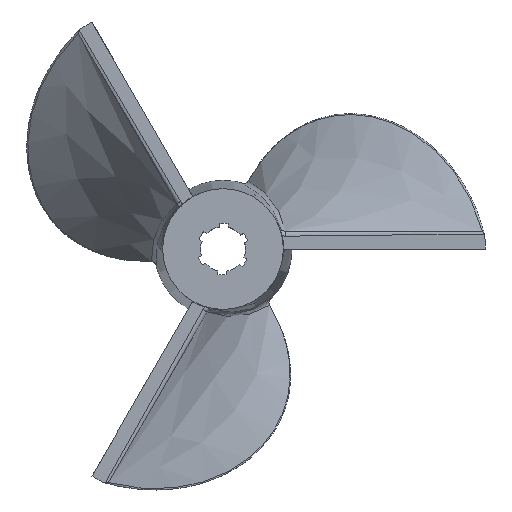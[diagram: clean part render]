
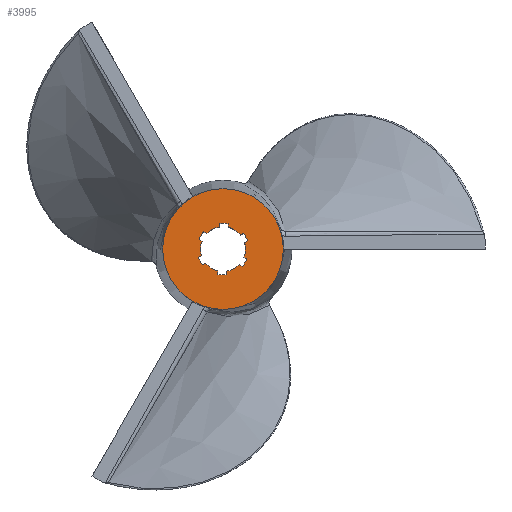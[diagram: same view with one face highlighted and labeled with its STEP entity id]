
A CAD part, top view. The second image highlights one B-rep face of the part: STEP entity #3995.
In plain terms, the highlighted planar face has unit normal (0, 0, 1).
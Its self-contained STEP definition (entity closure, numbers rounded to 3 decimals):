
#2317=CARTESIAN_POINT('',(11.089,0.0,1.0));
#2318=VERTEX_POINT('',#2317);
#2319=CARTESIAN_POINT('',(0.0,0.0,1.0));
#2320=DIRECTION('',(0.0,0.0,1.0));
#2321=DIRECTION('',(1.0,0.0,0.0));
#2322=AXIS2_PLACEMENT_3D('',#2319,#2320,#2321);
#2323=CIRCLE('',#2322,11.089);
#2324=EDGE_CURVE('',#2318,#2318,#2323,.T.);
#2932=CARTESIAN_POINT('',(4.4,-1.823,1.0));
#2933=VERTEX_POINT('',#2932);
#2949=CARTESIAN_POINT('',(3.556,-3.168,1.0));
#2950=VERTEX_POINT('',#2949);
#2957=CARTESIAN_POINT('',(0.0,0.0,1.0));
#2958=DIRECTION('',(0.0,0.0,1.0));
#2959=DIRECTION('',(1.0,0.0,0.0));
#2960=AXIS2_PLACEMENT_3D('',#2957,#2958,#2959);
#2961=CIRCLE('',#2960,4.762);
#2962=EDGE_CURVE('',#2950,#2933,#2961,.T.);
#2974=CARTESIAN_POINT('',(4.521,1.496,1.0));
#2975=VERTEX_POINT('',#2974);
#2982=CARTESIAN_POINT('',(3.778,2.899,1.0));
#2983=VERTEX_POINT('',#2982);
#2984=CARTESIAN_POINT('',(0.0,0.0,1.0));
#2985=DIRECTION('',(0.0,0.0,1.0));
#2986=DIRECTION('',(1.0,0.0,0.0));
#2987=AXIS2_PLACEMENT_3D('',#2984,#2985,#2986);
#2988=CIRCLE('',#2987,4.763);
#2989=EDGE_CURVE('',#2975,#2983,#2988,.T.);
#3016=CARTESIAN_POINT('',(0.965,4.664,1.0));
#3017=VERTEX_POINT('',#3016);
#3024=CARTESIAN_POINT('',(-0.621,4.722,1.0));
#3025=VERTEX_POINT('',#3024);
#3026=CARTESIAN_POINT('',(0.0,0.0,1.0));
#3027=DIRECTION('',(0.0,0.0,1.0));
#3028=DIRECTION('',(1.0,0.0,0.0));
#3029=AXIS2_PLACEMENT_3D('',#3026,#3027,#3028);
#3030=CIRCLE('',#3029,4.763);
#3031=EDGE_CURVE('',#3017,#3025,#3030,.T.);
#3058=CARTESIAN_POINT('',(-3.556,3.168,1.0));
#3059=VERTEX_POINT('',#3058);
#3066=CARTESIAN_POINT('',(-4.4,1.823,1.0));
#3067=VERTEX_POINT('',#3066);
#3068=CARTESIAN_POINT('',(0.0,0.0,1.0));
#3069=DIRECTION('',(0.0,0.0,1.0));
#3070=DIRECTION('',(1.0,0.0,0.0));
#3071=AXIS2_PLACEMENT_3D('',#3068,#3069,#3070);
#3072=CIRCLE('',#3071,4.762);
#3073=EDGE_CURVE('',#3059,#3067,#3072,.T.);
#3100=CARTESIAN_POINT('',(-4.521,-1.496,1.0));
#3101=VERTEX_POINT('',#3100);
#3108=CARTESIAN_POINT('',(-3.778,-2.899,1.0));
#3109=VERTEX_POINT('',#3108);
#3110=CARTESIAN_POINT('',(0.0,0.0,1.0));
#3111=DIRECTION('',(0.0,0.0,1.0));
#3112=DIRECTION('',(1.0,0.0,0.0));
#3113=AXIS2_PLACEMENT_3D('',#3110,#3111,#3112);
#3114=CIRCLE('',#3113,4.762);
#3115=EDGE_CURVE('',#3101,#3109,#3114,.T.);
#3142=CARTESIAN_POINT('',(-0.965,-4.664,1.0));
#3143=VERTEX_POINT('',#3142);
#3150=CARTESIAN_POINT('',(0.621,-4.722,1.0));
#3151=VERTEX_POINT('',#3150);
#3152=CARTESIAN_POINT('',(0.0,0.0,1.0));
#3153=DIRECTION('',(0.0,0.0,1.0));
#3154=DIRECTION('',(1.0,0.0,0.0));
#3155=AXIS2_PLACEMENT_3D('',#3152,#3153,#3154);
#3156=CIRCLE('',#3155,4.762);
#3157=EDGE_CURVE('',#3143,#3151,#3156,.T.);
#3444=CARTESIAN_POINT('',(3.951,1.194,1.0));
#3445=VERTEX_POINT('',#3444);
#3453=CARTESIAN_POINT('',(3.853,-1.48,1.0));
#3454=VERTEX_POINT('',#3453);
#3461=CARTESIAN_POINT('',(0.,0.,1.0));
#3462=DIRECTION('',(0.0,0.0,1.0));
#3463=DIRECTION('',(1.0,0.0,0.0));
#3464=AXIS2_PLACEMENT_3D('',#3461,#3462,#3463);
#3465=CIRCLE('',#3464,4.127);
#3466=EDGE_CURVE('',#3454,#3445,#3465,.T.);
#3479=CARTESIAN_POINT('',(3.951,1.194,1.0));
#3480=DIRECTION('',(0.884,0.468,0.0));
#3481=VECTOR('',#3480,0.645);
#3482=LINE('',#3479,#3481);
#3483=EDGE_CURVE('',#3445,#2975,#3482,.T.);
#3496=CARTESIAN_POINT('',(4.4,-1.823,1.0));
#3497=DIRECTION('',(-0.847,0.531,0.0));
#3498=VECTOR('',#3497,0.645);
#3499=LINE('',#3496,#3498);
#3500=EDGE_CURVE('',#2933,#3454,#3499,.T.);
#3510=CARTESIAN_POINT('',(0.941,4.019,1.0));
#3511=VERTEX_POINT('',#3510);
#3519=CARTESIAN_POINT('',(3.208,2.597,1.0));
#3520=VERTEX_POINT('',#3519);
#3527=CARTESIAN_POINT('',(0.,0.,1.0));
#3528=DIRECTION('',(0.0,0.0,1.0));
#3529=DIRECTION('',(1.0,0.0,0.0));
#3530=AXIS2_PLACEMENT_3D('',#3527,#3528,#3529);
#3531=CIRCLE('',#3530,4.127);
#3532=EDGE_CURVE('',#3520,#3511,#3531,.T.);
#3545=CARTESIAN_POINT('',(0.941,4.019,1.0));
#3546=DIRECTION('',(0.037,0.999,0.0));
#3547=VECTOR('',#3546,0.645);
#3548=LINE('',#3545,#3547);
#3549=EDGE_CURVE('',#3511,#3017,#3548,.T.);
#3562=CARTESIAN_POINT('',(3.778,2.899,1.0));
#3563=DIRECTION('',(-0.884,-0.468,0.0));
#3564=VECTOR('',#3563,0.645);
#3565=LINE('',#3562,#3564);
#3566=EDGE_CURVE('',#2983,#3520,#3565,.T.);
#3576=CARTESIAN_POINT('',(-3.01,2.825,1.0));
#3577=VERTEX_POINT('',#3576);
#3585=CARTESIAN_POINT('',(-0.645,4.077,1.0));
#3586=VERTEX_POINT('',#3585);
#3593=CARTESIAN_POINT('',(0.,0.,1.0));
#3594=DIRECTION('',(0.0,0.0,1.0));
#3595=DIRECTION('',(1.0,0.0,0.0));
#3596=AXIS2_PLACEMENT_3D('',#3593,#3594,#3595);
#3597=CIRCLE('',#3596,4.127);
#3598=EDGE_CURVE('',#3586,#3577,#3597,.T.);
#3611=CARTESIAN_POINT('',(-3.01,2.825,1.0));
#3612=DIRECTION('',(-0.847,0.531,0.0));
#3613=VECTOR('',#3612,0.645);
#3614=LINE('',#3611,#3613);
#3615=EDGE_CURVE('',#3577,#3059,#3614,.T.);
#3628=CARTESIAN_POINT('',(-0.621,4.722,1.0));
#3629=DIRECTION('',(-0.037,-0.999,0.0));
#3630=VECTOR('',#3629,0.645);
#3631=LINE('',#3628,#3630);
#3632=EDGE_CURVE('',#3025,#3586,#3631,.T.);
#3642=CARTESIAN_POINT('',(-3.951,-1.194,1.0));
#3643=VERTEX_POINT('',#3642);
#3651=CARTESIAN_POINT('',(-3.853,1.48,1.0));
#3652=VERTEX_POINT('',#3651);
#3659=CARTESIAN_POINT('',(0.,0.,1.0));
#3660=DIRECTION('',(0.0,0.0,1.0));
#3661=DIRECTION('',(1.0,0.0,0.0));
#3662=AXIS2_PLACEMENT_3D('',#3659,#3660,#3661);
#3663=CIRCLE('',#3662,4.128);
#3664=EDGE_CURVE('',#3652,#3643,#3663,.T.);
#3677=CARTESIAN_POINT('',(-3.951,-1.194,1.0));
#3678=DIRECTION('',(-0.884,-0.468,0.0));
#3679=VECTOR('',#3678,0.645);
#3680=LINE('',#3677,#3679);
#3681=EDGE_CURVE('',#3643,#3101,#3680,.T.);
#3694=CARTESIAN_POINT('',(-4.4,1.823,1.0));
#3695=DIRECTION('',(0.847,-0.531,0.0));
#3696=VECTOR('',#3695,0.645);
#3697=LINE('',#3694,#3696);
#3698=EDGE_CURVE('',#3067,#3652,#3697,.T.);
#3708=CARTESIAN_POINT('',(-0.941,-4.019,1.0));
#3709=VERTEX_POINT('',#3708);
#3717=CARTESIAN_POINT('',(-3.208,-2.597,1.0));
#3718=VERTEX_POINT('',#3717);
#3725=CARTESIAN_POINT('',(0.,0.,1.0));
#3726=DIRECTION('',(0.0,0.0,1.0));
#3727=DIRECTION('',(1.0,0.0,0.0));
#3728=AXIS2_PLACEMENT_3D('',#3725,#3726,#3727);
#3729=CIRCLE('',#3728,4.128);
#3730=EDGE_CURVE('',#3718,#3709,#3729,.T.);
#3743=CARTESIAN_POINT('',(-0.941,-4.019,1.0));
#3744=DIRECTION('',(-0.037,-0.999,0.0));
#3745=VECTOR('',#3744,0.645);
#3746=LINE('',#3743,#3745);
#3747=EDGE_CURVE('',#3709,#3143,#3746,.T.);
#3760=CARTESIAN_POINT('',(-3.778,-2.899,1.0));
#3761=DIRECTION('',(0.884,0.468,0.0));
#3762=VECTOR('',#3761,0.645);
#3763=LINE('',#3760,#3762);
#3764=EDGE_CURVE('',#3109,#3718,#3763,.T.);
#3774=CARTESIAN_POINT('',(0.645,-4.077,1.0));
#3775=VERTEX_POINT('',#3774);
#3784=CARTESIAN_POINT('',(0.621,-4.722,1.0));
#3785=DIRECTION('',(0.037,0.999,0.0));
#3786=VECTOR('',#3785,0.645);
#3787=LINE('',#3784,#3786);
#3788=EDGE_CURVE('',#3151,#3775,#3787,.T.);
#3798=CARTESIAN_POINT('',(3.01,-2.825,1.0));
#3799=VERTEX_POINT('',#3798);
#3808=CARTESIAN_POINT('',(0.,0.,1.0));
#3809=DIRECTION('',(0.0,0.0,1.0));
#3810=DIRECTION('',(1.0,0.0,0.0));
#3811=AXIS2_PLACEMENT_3D('',#3808,#3809,#3810);
#3812=CIRCLE('',#3811,4.128);
#3813=EDGE_CURVE('',#3775,#3799,#3812,.T.);
#3826=CARTESIAN_POINT('',(3.01,-2.825,1.0));
#3827=DIRECTION('',(0.847,-0.531,0.0));
#3828=VECTOR('',#3827,0.645);
#3829=LINE('',#3826,#3828);
#3830=EDGE_CURVE('',#3799,#2950,#3829,.T.);
#3961=CARTESIAN_POINT('',(0.0,0.0,1.0));
#3962=DIRECTION('',(0.0,0.0,1.0));
#3963=DIRECTION('',(1.0,0.0,0.0));
#3964=AXIS2_PLACEMENT_3D('',#3961,#3962,#3963);
#3965=PLANE('',#3964);
#3966=ORIENTED_EDGE('',*,*,#2324,.T.);
#3967=EDGE_LOOP('',(#3966));
#3968=FACE_OUTER_BOUND('',#3967,.T.);
#3969=ORIENTED_EDGE('',*,*,#3073,.F.);
#3970=ORIENTED_EDGE('',*,*,#3615,.F.);
#3971=ORIENTED_EDGE('',*,*,#3598,.F.);
#3972=ORIENTED_EDGE('',*,*,#3632,.F.);
#3973=ORIENTED_EDGE('',*,*,#3031,.F.);
#3974=ORIENTED_EDGE('',*,*,#3549,.F.);
#3975=ORIENTED_EDGE('',*,*,#3532,.F.);
#3976=ORIENTED_EDGE('',*,*,#3566,.F.);
#3977=ORIENTED_EDGE('',*,*,#2989,.F.);
#3978=ORIENTED_EDGE('',*,*,#3483,.F.);
#3979=ORIENTED_EDGE('',*,*,#3466,.F.);
#3980=ORIENTED_EDGE('',*,*,#3500,.F.);
#3981=ORIENTED_EDGE('',*,*,#2962,.F.);
#3982=ORIENTED_EDGE('',*,*,#3830,.F.);
#3983=ORIENTED_EDGE('',*,*,#3813,.F.);
#3984=ORIENTED_EDGE('',*,*,#3788,.F.);
#3985=ORIENTED_EDGE('',*,*,#3157,.F.);
#3986=ORIENTED_EDGE('',*,*,#3747,.F.);
#3987=ORIENTED_EDGE('',*,*,#3730,.F.);
#3988=ORIENTED_EDGE('',*,*,#3764,.F.);
#3989=ORIENTED_EDGE('',*,*,#3115,.F.);
#3990=ORIENTED_EDGE('',*,*,#3681,.F.);
#3991=ORIENTED_EDGE('',*,*,#3664,.F.);
#3992=ORIENTED_EDGE('',*,*,#3698,.F.);
#3993=EDGE_LOOP('',(#3969,#3970,#3971,#3972,#3973,#3974,#3975,#3976,#3977,#3978,#3979,#3980,#3981,#3982,#3983,#3984,#3985,#3986,#3987,#3988,#3989,#3990,#3991,#3992));
#3994=FACE_BOUND('',#3993,.T.);
#3995=ADVANCED_FACE('',(#3968,#3994),#3965,.T.);
